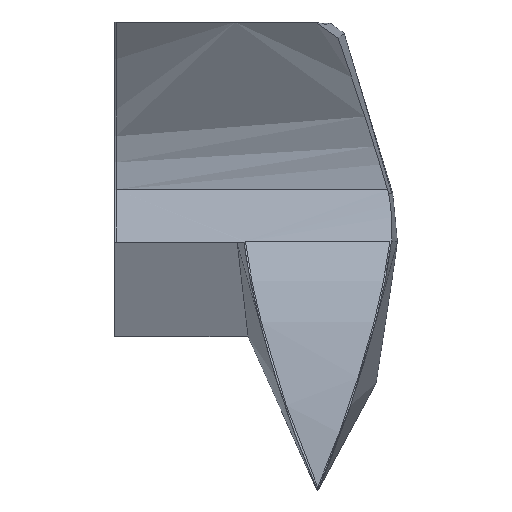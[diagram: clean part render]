
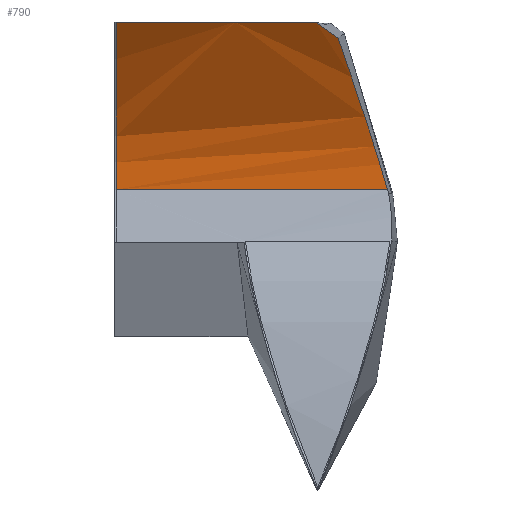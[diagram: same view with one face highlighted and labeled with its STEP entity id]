
A CAD part, left-side view. The second image highlights one B-rep face of the part: STEP entity #790.
In plain terms, the highlighted free-form (B-spline) face has degree [5, 1] with [20, 2] control points.
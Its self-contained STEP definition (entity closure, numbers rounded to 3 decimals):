
#23=(
BOUNDED_SURFACE()
B_SPLINE_SURFACE(5,1,((#2335,#2336),(#2337,#2338),(#2339,#2340),(#2341,
#2342),(#2343,#2344),(#2345,#2346),(#2347,#2348),(#2349,#2350),(#2351,#2352),
(#2353,#2354),(#2355,#2356),(#2357,#2358),(#2359,#2360),(#2361,#2362),(#2363,
#2364),(#2365,#2366),(#2367,#2368),(#2369,#2370),(#2371,#2372),(#2373,#2374)),
 .UNSPECIFIED.,.F.,.F.,.F.)
B_SPLINE_SURFACE_WITH_KNOTS((6,5,1,1,1,1,5,6),(2,2),(-14.221,
0.,0.2,0.4,0.6,0.8,1.,1.189),(-64.981,20.77),
 .UNSPECIFIED.)
GEOMETRIC_REPRESENTATION_ITEM()
RATIONAL_B_SPLINE_SURFACE(((1.,1.),(1.,1.),(1.,1.),(1.,1.),(1.,1.),(1.,
1.),(1.,1.),(1.,1.),(1.,1.),(1.,1.),(1.,1.),(1.,1.),(1.,1.),(1.,1.),(1.,
1.),(1.,1.),(1.,1.),(1.,1.),(1.,1.),(1.,1.)))
REPRESENTATION_ITEM('')
SURFACE()
);
#56=FACE_OUTER_BOUND('',#100,.T.);
#100=EDGE_LOOP('',(#608,#609,#610,#611,#612,#613));
#146=LINE('',#2389,#176);
#176=VECTOR('',#871,10.);
#195=B_SPLINE_CURVE_WITH_KNOTS('',3,(#1089,#1090,#1091,#1092,#1093,#1094,
#1095,#1096,#1097,#1098,#1099,#1100,#1101,#1102,#1103,#1104,#1105,#1106,
#1107,#1108,#1109,#1110,#1111,#1112,#1113),.UNSPECIFIED.,.F.,.F.,(4,3,3,
3,3,3,3,3,4),(-16.231,-16.026,-15.814,-13.45,
-11.317,-9.736,-8.914,-8.424,
-4.994),.UNSPECIFIED.);
#239=B_SPLINE_CURVE_WITH_KNOTS('',3,(#2189,#2190,#2191,#2192),
 .UNSPECIFIED.,.F.,.F.,(4,4),(3.249,19.494),
 .UNSPECIFIED.);
#240=B_SPLINE_CURVE_WITH_KNOTS('',3,(#2244,#2245,#2246,#2247),
 .UNSPECIFIED.,.F.,.F.,(4,4),(-37.015,0.),.UNSPECIFIED.);
#249=B_SPLINE_CURVE_WITH_KNOTS('',3,(#2376,#2377,#2378,#2379,#2380,#2381,
#2382,#2383),.UNSPECIFIED.,.F.,.F.,(4,2,2,4),(0.255,3.317,
6.14,8.69),.UNSPECIFIED.);
#250=B_SPLINE_CURVE_WITH_KNOTS('',3,(#2385,#2386,#2387,#2388),
 .UNSPECIFIED.,.F.,.F.,(4,4),(-7.013,-0.639),
 .UNSPECIFIED.);
#289=VERTEX_POINT('',#1019);
#292=VERTEX_POINT('',#1088);
#334=VERTEX_POINT('',#2188);
#336=VERTEX_POINT('',#2243);
#344=VERTEX_POINT('',#2375);
#345=VERTEX_POINT('',#2384);
#380=EDGE_CURVE('',#292,#289,#195,.T.);
#437=EDGE_CURVE('',#334,#289,#239,.T.);
#440=EDGE_CURVE('',#336,#292,#240,.F.);
#449=EDGE_CURVE('',#344,#336,#249,.F.);
#450=EDGE_CURVE('',#345,#344,#250,.T.);
#451=EDGE_CURVE('',#334,#345,#146,.T.);
#608=ORIENTED_EDGE('',*,*,#437,.T.);
#609=ORIENTED_EDGE('',*,*,#380,.F.);
#610=ORIENTED_EDGE('',*,*,#440,.F.);
#611=ORIENTED_EDGE('',*,*,#449,.F.);
#612=ORIENTED_EDGE('',*,*,#450,.F.);
#613=ORIENTED_EDGE('',*,*,#451,.F.);
#790=ADVANCED_FACE('',(#56),#23,.F.);
#871=DIRECTION('',(0.,-1.,0.));
#1019=CARTESIAN_POINT('',(-19.066,-0.1,638.867));
#1088=CARTESIAN_POINT('',(87.575,-0.1,410.223));
#1089=CARTESIAN_POINT('Ctrl Pts',(87.575,-0.1,410.223));
#1090=CARTESIAN_POINT('Ctrl Pts',(87.575,-0.1,412.372));
#1091=CARTESIAN_POINT('Ctrl Pts',(87.549,-0.1,413.892));
#1092=CARTESIAN_POINT('Ctrl Pts',(87.516,-0.1,415.355));
#1093=CARTESIAN_POINT('Ctrl Pts',(87.481,-0.1,416.869));
#1094=CARTESIAN_POINT('Ctrl Pts',(87.429,-0.1,418.428));
#1095=CARTESIAN_POINT('Ctrl Pts',(87.36,-0.1,419.977));
#1096=CARTESIAN_POINT('Ctrl Pts',(86.595,-0.1,437.231));
#1097=CARTESIAN_POINT('Ctrl Pts',(83.784,-0.1,453.879));
#1098=CARTESIAN_POINT('Ctrl Pts',(79.052,-0.1,470.487));
#1099=CARTESIAN_POINT('Ctrl Pts',(74.781,-0.1,485.473));
#1100=CARTESIAN_POINT('Ctrl Pts',(68.913,-0.1,
500.523));
#1101=CARTESIAN_POINT('Ctrl Pts',(61.543,-0.1,
515.903));
#1102=CARTESIAN_POINT('Ctrl Pts',(56.08,-0.1,
527.302));
#1103=CARTESIAN_POINT('Ctrl Pts',(49.796,-0.1,538.882));
#1104=CARTESIAN_POINT('Ctrl Pts',(42.729,-0.1,550.747));
#1105=CARTESIAN_POINT('Ctrl Pts',(39.053,-0.1,556.92));
#1106=CARTESIAN_POINT('Ctrl Pts',(35.165,-0.1,563.169));
#1107=CARTESIAN_POINT('Ctrl Pts',(31.068,-0.1,569.508));
#1108=CARTESIAN_POINT('Ctrl Pts',(28.627,-0.1,573.286));
#1109=CARTESIAN_POINT('Ctrl Pts',(26.16,-0.1,577.018));
#1110=CARTESIAN_POINT('Ctrl Pts',(23.71,-0.1,580.657));
#1111=CARTESIAN_POINT('Ctrl Pts',(6.562,-0.1,606.129));
#1112=CARTESIAN_POINT('Ctrl Pts',(-10.087,-0.1,
627.549));
#1113=CARTESIAN_POINT('Ctrl Pts',(-19.066,-0.1,
638.867));
#2188=CARTESIAN_POINT('',(-19.066,-162.552,638.867));
#2189=CARTESIAN_POINT('Ctrl Pts',(-19.066,-162.552,638.867));
#2190=CARTESIAN_POINT('Ctrl Pts',(-19.066,-108.401,638.867));
#2191=CARTESIAN_POINT('Ctrl Pts',(-19.066,-54.251,638.867));
#2192=CARTESIAN_POINT('Ctrl Pts',(-19.066,-0.1,
638.867));
#2243=CARTESIAN_POINT('',(87.575,-370.251,410.223));
#2244=CARTESIAN_POINT('Ctrl Pts',(87.575,-0.1,410.223));
#2245=CARTESIAN_POINT('Ctrl Pts',(87.575,-123.484,410.223));
#2246=CARTESIAN_POINT('Ctrl Pts',(87.575,-246.867,410.223));
#2247=CARTESIAN_POINT('Ctrl Pts',(87.575,-370.251,410.223));
#2335=CARTESIAN_POINT('Ctrl Pts',(87.491,487.256,-3345.864));
#2336=CARTESIAN_POINT('Ctrl Pts',(87.491,-370.251,-3345.864));
#2337=CARTESIAN_POINT('Ctrl Pts',(87.508,487.256,-2594.647));
#2338=CARTESIAN_POINT('Ctrl Pts',(87.508,-370.251,-2594.647));
#2339=CARTESIAN_POINT('Ctrl Pts',(87.525,487.256,-1843.429));
#2340=CARTESIAN_POINT('Ctrl Pts',(87.525,-370.251,-1843.429));
#2341=CARTESIAN_POINT('Ctrl Pts',(87.541,487.256,-1092.212));
#2342=CARTESIAN_POINT('Ctrl Pts',(87.541,-370.251,-1092.212));
#2343=CARTESIAN_POINT('Ctrl Pts',(87.558,487.256,-340.994));
#2344=CARTESIAN_POINT('Ctrl Pts',(87.558,-370.251,-340.994));
#2345=CARTESIAN_POINT('Ctrl Pts',(87.575,487.256,410.223));
#2346=CARTESIAN_POINT('Ctrl Pts',(87.575,-370.251,410.223));
#2347=CARTESIAN_POINT('Ctrl Pts',(87.575,487.256,420.788));
#2348=CARTESIAN_POINT('Ctrl Pts',(87.575,-370.251,420.788));
#2349=CARTESIAN_POINT('Ctrl Pts',(86.33,487.256,441.503));
#2350=CARTESIAN_POINT('Ctrl Pts',(86.33,-370.251,441.503));
#2351=CARTESIAN_POINT('Ctrl Pts',(80.732,487.256,471.334));
#2352=CARTESIAN_POINT('Ctrl Pts',(80.732,-370.251,471.334));
#2353=CARTESIAN_POINT('Ctrl Pts',(66.833,487.256,508.97));
#2354=CARTESIAN_POINT('Ctrl Pts',(66.833,-370.251,508.97));
#2355=CARTESIAN_POINT('Ctrl Pts',(42.322,487.256,553.64));
#2356=CARTESIAN_POINT('Ctrl Pts',(42.322,-370.251,553.64));
#2357=CARTESIAN_POINT('Ctrl Pts',(19.21,487.256,588.211));
#2358=CARTESIAN_POINT('Ctrl Pts',(19.21,-370.251,588.211));
#2359=CARTESIAN_POINT('Ctrl Pts',(0.553,487.256,613.699));
#2360=CARTESIAN_POINT('Ctrl Pts',(0.553,-370.251,613.699));
#2361=CARTESIAN_POINT('Ctrl Pts',(-12.435,487.256,630.508));
#2362=CARTESIAN_POINT('Ctrl Pts',(-12.435,-370.251,630.508));
#2363=CARTESIAN_POINT('Ctrl Pts',(-19.066,487.256,638.867));
#2364=CARTESIAN_POINT('Ctrl Pts',(-19.066,-370.251,638.867));
#2365=CARTESIAN_POINT('Ctrl Pts',(-25.338,487.256,646.773));
#2366=CARTESIAN_POINT('Ctrl Pts',(-25.338,-370.251,646.773));
#2367=CARTESIAN_POINT('Ctrl Pts',(-31.61,487.256,654.679));
#2368=CARTESIAN_POINT('Ctrl Pts',(-31.61,-370.251,654.679));
#2369=CARTESIAN_POINT('Ctrl Pts',(-37.882,487.256,662.584));
#2370=CARTESIAN_POINT('Ctrl Pts',(-37.882,-370.251,662.584));
#2371=CARTESIAN_POINT('Ctrl Pts',(-44.154,487.256,670.49));
#2372=CARTESIAN_POINT('Ctrl Pts',(-44.154,-370.251,670.49));
#2373=CARTESIAN_POINT('Ctrl Pts',(-50.426,487.256,678.396));
#2374=CARTESIAN_POINT('Ctrl Pts',(-50.426,-370.251,678.396));
#2375=CARTESIAN_POINT('',(-2.51,-302.625,617.425));
#2376=CARTESIAN_POINT('Ctrl Pts',(87.575,-370.251,410.223));
#2377=CARTESIAN_POINT('Ctrl Pts',(87.575,-366.892,421.564));
#2378=CARTESIAN_POINT('Ctrl Pts',(86.924,-360.771,442.109));
#2379=CARTESIAN_POINT('Ctrl Pts',(72.686,-344.601,493.473));
#2380=CARTESIAN_POINT('Ctrl Pts',(61.549,-336.444,518.369));
#2381=CARTESIAN_POINT('Ctrl Pts',(31.611,-319.061,569.989));
#2382=CARTESIAN_POINT('Ctrl Pts',(14.357,-310.456,594.965));
#2383=CARTESIAN_POINT('Ctrl Pts',(-2.51,-302.625,617.425));
#2384=CARTESIAN_POINT('',(-19.066,-272.055,638.867));
#2385=CARTESIAN_POINT('Ctrl Pts',(-19.066,-272.055,638.867));
#2386=CARTESIAN_POINT('Ctrl Pts',(-16.878,-275.994,636.109));
#2387=CARTESIAN_POINT('Ctrl Pts',(-10.552,-287.383,628.133));
#2388=CARTESIAN_POINT('Ctrl Pts',(-2.51,-302.625,617.425));
#2389=CARTESIAN_POINT('',(-19.066,-162.552,638.867));
